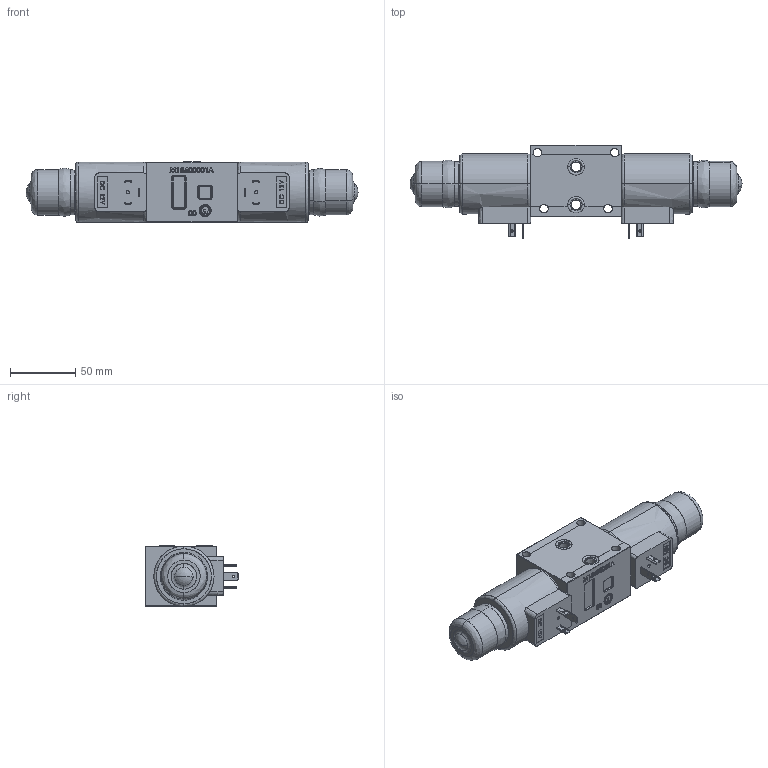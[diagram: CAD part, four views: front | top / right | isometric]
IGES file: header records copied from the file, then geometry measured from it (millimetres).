
Start section: SolidWorks IGES file using analytic representation for surfaces
Global section: file name: CDB3GE--C-ED3.igs; native system: SolidWorks 2012; preprocessor: SolidWorks 2012; author: serviziopdm; date: 131010.082836; units: millimetre
Bounding box: 253.9 x 71.35 x 46.43 mm (x, y, z)
Surface area: 58236.5 mm2 (no closed solid volume)
Topology: 0 solids, 0 shells, 491 faces, 7442 edges, 7440 vertices
Faces by surface type: bspline 385, revolution 106
